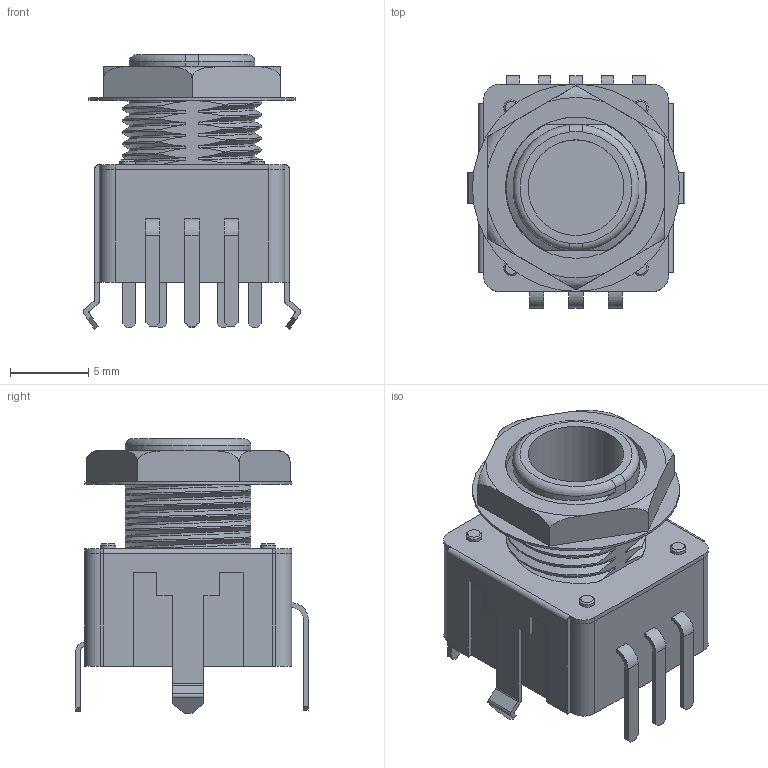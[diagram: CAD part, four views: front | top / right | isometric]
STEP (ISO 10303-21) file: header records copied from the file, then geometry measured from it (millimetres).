
FILE_DESCRIPTION(/* description */ (''),/* implementation_level */ '2;1');
FILE_NAME(/* name */ 'EC12PLRGBSDVBF.step',/* time_stamp */ '2024-12-29T15:42:51+01:00',/* author */ (''),/* organization */ (''),/* preprocessor_version */ 'ST-DEVELOPER v20',/* originating_system */ 'Autodesk Translation Framework v13.20.0.188',/* authorisation */ '');
FILE_SCHEMA (('AUTOMOTIVE_DESIGN { 1 0 10303 214 3 1 1 }'));
Length unit declared in the file: millimetre
Products named in the file (8): EC12PLRGBSDVBF; Shell; Housing; Bushing; Pins; SW02; SW01; Component8
Assembly tree (7 placements, depth 3):
  EC12PLRGBSDVBF
    Shell
    Housing
    Bushing
    Pins
      SW02
      SW01
    Component8
Bounding box: 13.87 x 14.8 x 17.48 mm (x, y, z)
Volume: 1488.8 mm3; surface area: 2145.5 mm2
Topology: 13 solids, 13 shells, 279 faces, 728 edges, 480 vertices
Faces by surface type: plane 146, cylinder 84, bspline 37, torus 8, cone 4
Full cylindrical faces by diameter (mm): 1 x8, 6.1 x1, 9 x2, 13.2 x1
Entity records: 10320 total; most frequent: CARTESIAN_POINT 3508, ORIENTED_EDGE 1456, DIRECTION 1200, EDGE_CURVE 728, VERTEX_POINT 480, LINE 460, VECTOR 460, AXIS2_PLACEMENT_3D 370
